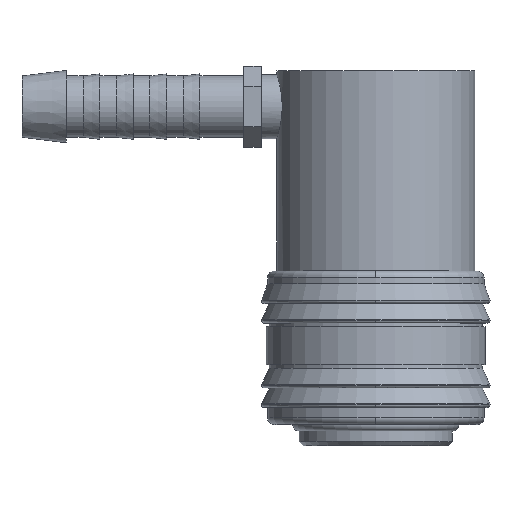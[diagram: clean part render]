
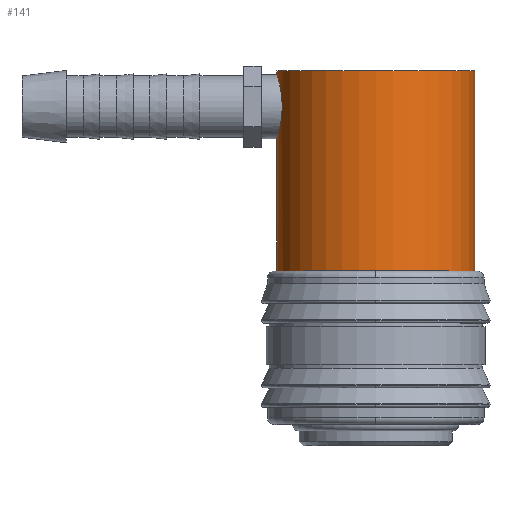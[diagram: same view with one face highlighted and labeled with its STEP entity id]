
A CAD part, top view. The second image highlights one B-rep face of the part: STEP entity #141.
In plain terms, the highlighted cylindrical face has radius 11.61 mm (diameter 23.22 mm), a partial arc.
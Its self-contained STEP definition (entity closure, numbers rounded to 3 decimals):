
#141=ADVANCED_FACE('',(#372),#373,.T.);
#372=FACE_OUTER_BOUND('',#706,.T.);
#373=CYLINDRICAL_SURFACE('',#707,11.61);
#706=EDGE_LOOP('',(#1069,#1070,#1071,#1072,#1073,#1074,#1075));
#707=AXIS2_PLACEMENT_3D('',#1076,#1077,#1078);
#1069=ORIENTED_EDGE('',*,*,#1930,.T.);
#1070=ORIENTED_EDGE('',*,*,#1931,.F.);
#1071=ORIENTED_EDGE('',*,*,#1932,.T.);
#1072=ORIENTED_EDGE('',*,*,#1933,.T.);
#1073=ORIENTED_EDGE('',*,*,#1934,.T.);
#1074=ORIENTED_EDGE('',*,*,#1935,.T.);
#1075=ORIENTED_EDGE('',*,*,#1936,.F.);
#1076=CARTESIAN_POINT('',(0.0,31.35,0.0));
#1077=DIRECTION('',(-0.0,1.0,0.0));
#1078=DIRECTION('',(1.0,0.0,0.0));
#1930=EDGE_CURVE('',#2297,#2298,#2299,.T.);
#1931=EDGE_CURVE('',#2300,#2298,#2301,.T.);
#1932=EDGE_CURVE('',#2300,#2302,#2303,.T.);
#1933=EDGE_CURVE('',#2302,#2304,#2305,.T.);
#1934=EDGE_CURVE('',#2304,#2306,#2307,.T.);
#1935=EDGE_CURVE('',#2306,#2308,#2309,.T.);
#1936=EDGE_CURVE('',#2297,#2308,#2310,.T.);
#2297=VERTEX_POINT('',#2797);
#2298=VERTEX_POINT('',#2798);
#2299=LINE('',#2799,#2800);
#2300=VERTEX_POINT('',#2801);
#2301=CIRCLE('',#2802,11.61);
#2302=VERTEX_POINT('',#2803);
#2303=LINE('',#2804,#2805);
#2304=VERTEX_POINT('',#2806);
#2305=B_SPLINE_CURVE_WITH_KNOTS('',3,(#2807,#2808,#2809,#2810,#2811,#2812,#2813,#2814,#2815,#2816,#2817,#2818,#2819,#2820,#2821,#2822,#2823,#2824),.UNSPECIFIED.,.F.,.F.,(4,2,2,2,2,2,2,2,4),(17.084,17.796,18.507,19.219,19.931,20.643,21.355,22.067,22.779),.UNSPECIFIED.);
#2306=VERTEX_POINT('',#2825);
#2307=B_SPLINE_CURVE_WITH_KNOTS('',3,(#2826,#2827,#2828,#2829,#2830,#2831,#2832,#2833,#2834,#2835,#2836,#2837,#2838,#2839,#2840,#2841,#2842,#2843),.UNSPECIFIED.,.F.,.F.,(4,2,2,2,2,2,2,2,4),(0.0,0.712,1.424,2.136,2.848,3.56,4.271,4.983,5.695),.UNSPECIFIED.);
#2308=VERTEX_POINT('',#2844);
#2309=LINE('',#2845,#2846);
#2310=CIRCLE('',#2847,11.61);
#2797=CARTESIAN_POINT('',(11.61,20.5,0.));
#2798=CARTESIAN_POINT('',(11.61,44.0,0.0));
#2799=CARTESIAN_POINT('',(11.61,31.35,0.));
#2800=VECTOR('',#3661,1.0);
#2801=CARTESIAN_POINT('',(-11.61,44.0,0.));
#2802=AXIS2_PLACEMENT_3D('',#3662,#3663,#3664);
#2803=CARTESIAN_POINT('',(-11.61,43.55,0.));
#2804=CARTESIAN_POINT('',(-11.61,31.35,0.));
#2805=VECTOR('',#3665,1.0);
#2806=CARTESIAN_POINT('',(-10.988,39.8,3.75));
#2807=CARTESIAN_POINT('',(-11.61,43.55,0.));
#2808=CARTESIAN_POINT('',(-11.61,43.55,0.237));
#2809=CARTESIAN_POINT('',(-11.603,43.527,0.482));
#2810=CARTESIAN_POINT('',(-11.572,43.431,0.968));
#2811=CARTESIAN_POINT('',(-11.549,43.359,1.209));
#2812=CARTESIAN_POINT('',(-11.492,43.167,1.671));
#2813=CARTESIAN_POINT('',(-11.457,43.047,1.891));
#2814=CARTESIAN_POINT('',(-11.382,42.773,2.299));
#2815=CARTESIAN_POINT('',(-11.342,42.617,2.486));
#2816=CARTESIAN_POINT('',(-11.264,42.286,2.817));
#2817=CARTESIAN_POINT('',(-11.224,42.099,2.973));
#2818=CARTESIAN_POINT('',(-11.147,41.691,3.247));
#2819=CARTESIAN_POINT('',(-11.112,41.47,3.367));
#2820=CARTESIAN_POINT('',(-11.052,41.009,3.559));
#2821=CARTESIAN_POINT('',(-11.028,40.768,3.631));
#2822=CARTESIAN_POINT('',(-10.996,40.282,3.727));
#2823=CARTESIAN_POINT('',(-10.988,40.037,3.75));
#2824=CARTESIAN_POINT('',(-10.988,39.8,3.75));
#2825=CARTESIAN_POINT('',(-11.61,36.05,0.));
#2826=CARTESIAN_POINT('',(-10.988,39.8,3.75));
#2827=CARTESIAN_POINT('',(-10.988,39.563,3.75));
#2828=CARTESIAN_POINT('',(-10.996,39.318,3.727));
#2829=CARTESIAN_POINT('',(-11.028,38.832,3.631));
#2830=CARTESIAN_POINT('',(-11.052,38.591,3.559));
#2831=CARTESIAN_POINT('',(-11.112,38.13,3.367));
#2832=CARTESIAN_POINT('',(-11.147,37.909,3.247));
#2833=CARTESIAN_POINT('',(-11.224,37.501,2.973));
#2834=CARTESIAN_POINT('',(-11.264,37.314,2.817));
#2835=CARTESIAN_POINT('',(-11.342,36.983,2.486));
#2836=CARTESIAN_POINT('',(-11.382,36.827,2.299));
#2837=CARTESIAN_POINT('',(-11.457,36.553,1.891));
#2838=CARTESIAN_POINT('',(-11.492,36.433,1.671));
#2839=CARTESIAN_POINT('',(-11.549,36.241,1.209));
#2840=CARTESIAN_POINT('',(-11.572,36.169,0.968));
#2841=CARTESIAN_POINT('',(-11.603,36.073,0.482));
#2842=CARTESIAN_POINT('',(-11.61,36.05,0.237));
#2843=CARTESIAN_POINT('',(-11.61,36.05,0.));
#2844=CARTESIAN_POINT('',(-11.61,20.5,0.));
#2845=CARTESIAN_POINT('',(-11.61,31.35,0.));
#2846=VECTOR('',#3666,1.0);
#2847=AXIS2_PLACEMENT_3D('',#3667,#3668,#3669);
#3661=DIRECTION('',(0.0,1.0,0.0));
#3662=CARTESIAN_POINT('',(0.0,44.0,0.0));
#3663=DIRECTION('',(-0.0,1.0,0.0));
#3664=DIRECTION('',(1.0,0.0,0.0));
#3665=DIRECTION('',(-0.0,-1.0,-0.0));
#3666=DIRECTION('',(-0.0,-1.0,-0.0));
#3667=CARTESIAN_POINT('',(0.0,20.5,0.0));
#3668=DIRECTION('',(0.0,-1.0,-0.0));
#3669=DIRECTION('',(1.0,0.0,0.0));
